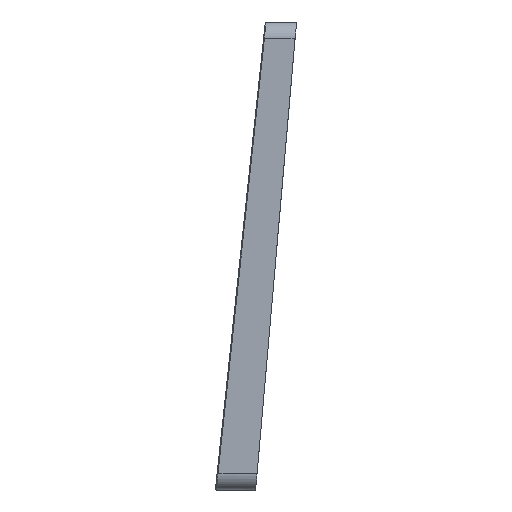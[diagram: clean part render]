
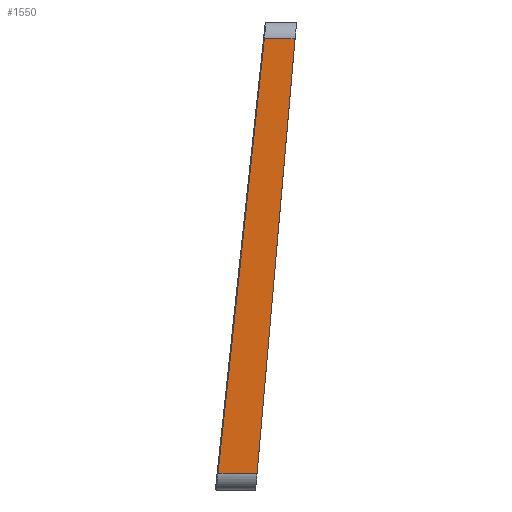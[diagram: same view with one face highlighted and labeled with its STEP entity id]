
A CAD part, left-side view. The second image highlights one B-rep face of the part: STEP entity #1550.
In plain terms, the highlighted planar face has unit normal (-1, 0, 0).
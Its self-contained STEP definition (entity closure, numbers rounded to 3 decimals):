
#77=PLANE('',#1704);
#135=FACE_OUTER_BOUND('',#228,.T.);
#228=EDGE_LOOP('',(#1242,#1243,#1244,#1245));
#380=LINE('',#2660,#490);
#404=LINE('',#2808,#514);
#409=LINE('',#2833,#519);
#410=LINE('',#2836,#520);
#490=VECTOR('',#1983,10.);
#514=VECTOR('',#2055,10.);
#519=VECTOR('',#2070,10.);
#520=VECTOR('',#2075,10.);
#687=VERTEX_POINT('',#2654);
#688=VERTEX_POINT('',#2658);
#708=VERTEX_POINT('',#2806);
#711=VERTEX_POINT('',#2832);
#869=EDGE_CURVE('',#687,#688,#380,.T.);
#905=EDGE_CURVE('',#708,#687,#404,.T.);
#912=EDGE_CURVE('',#688,#711,#409,.T.);
#914=EDGE_CURVE('',#711,#708,#410,.F.);
#1242=ORIENTED_EDGE('',*,*,#869,.F.);
#1243=ORIENTED_EDGE('',*,*,#905,.F.);
#1244=ORIENTED_EDGE('',*,*,#914,.F.);
#1245=ORIENTED_EDGE('',*,*,#912,.F.);
#1550=ADVANCED_FACE('',(#135),#77,.F.);
#1704=AXIS2_PLACEMENT_3D('',#2835,#2073,#2074);
#1983=DIRECTION('',(0.,-0.106,0.994));
#2055=DIRECTION('',(0.,1.,0.));
#2070=DIRECTION('',(0.,-1.,0.));
#2073=DIRECTION('center_axis',(1.,0.,0.));
#2074=DIRECTION('ref_axis',(0.,0.,-1.));
#2075=DIRECTION('',(0.,-0.087,0.996));
#2654=CARTESIAN_POINT('',(-0.413,31.204,-108.659));
#2658=CARTESIAN_POINT('',(-0.413,20.118,-4.857));
#2660=CARTESIAN_POINT('',(-0.413,25.09,-51.414));
#2806=CARTESIAN_POINT('',(-0.413,21.871,-108.659));
#2808=CARTESIAN_POINT('',(-0.413,21.083,-108.659));
#2832=CARTESIAN_POINT('',(-0.413,12.79,-4.857));
#2833=CARTESIAN_POINT('',(-0.413,11.876,-4.857));
#2835=CARTESIAN_POINT('Origin',(-0.413,21.493,-104.337));
#2836=CARTESIAN_POINT('',(-0.413,21.828,-108.165));
